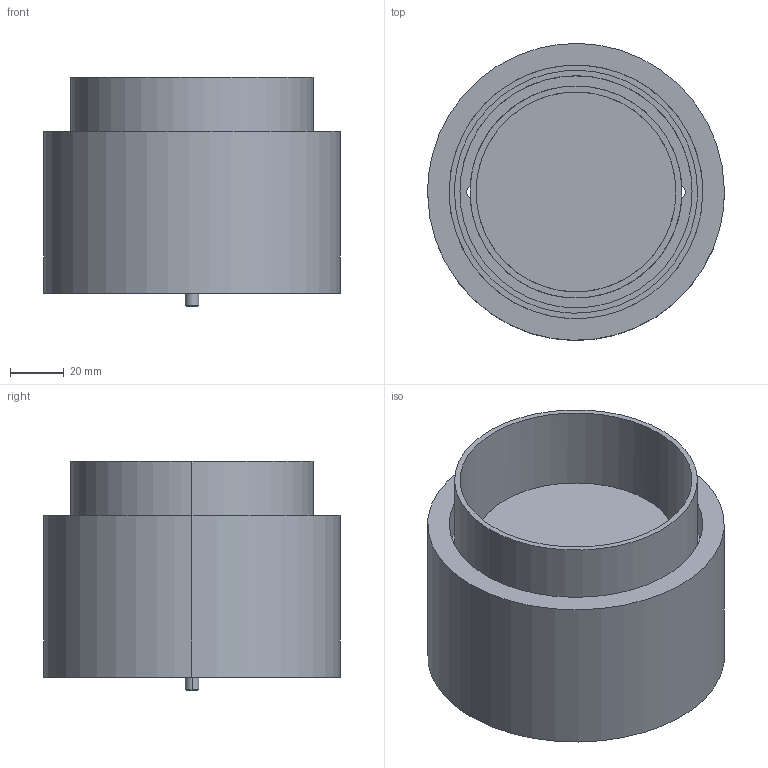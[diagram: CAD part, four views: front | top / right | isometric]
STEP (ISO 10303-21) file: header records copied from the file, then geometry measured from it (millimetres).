
FILE_DESCRIPTION(/* description */ (''),/* implementation_level */ '2;1');
FILE_NAME(/* name */ 'T078_Syme_Tonda',/* time_stamp */ '2023-09-19T14:17:37+02:00',/* author */ (''),/* organization */ (''),/* preprocessor_version */ 'ST-DEVELOPER v16.5',/* originating_system */ 'Rhino 7.20',/* authorisation */ '');
FILE_SCHEMA (('CONFIG_CONTROL_DESIGN'));
Length unit declared in the file: millimetre
Products named in the file (1): Document
Bounding box: 110 x 109.97 x 85 mm (x, y, z)
Volume: 395298.7 mm3; surface area: 138398.2 mm2
Topology: 22 solids, 22 shells, 327 faces, 714 edges, 464 vertices
Faces by surface type: plane 147, cylinder 146, bspline 34
Entity records: 8873 total; most frequent: CARTESIAN_POINT 3893, ORIENTED_EDGE 1426, EDGE_CURVE 713, VERTEX_POINT 462, EDGE_LOOP 395, ADVANCED_FACE 327, FACE_OUTER_BOUND 327, DIRECTION 295
